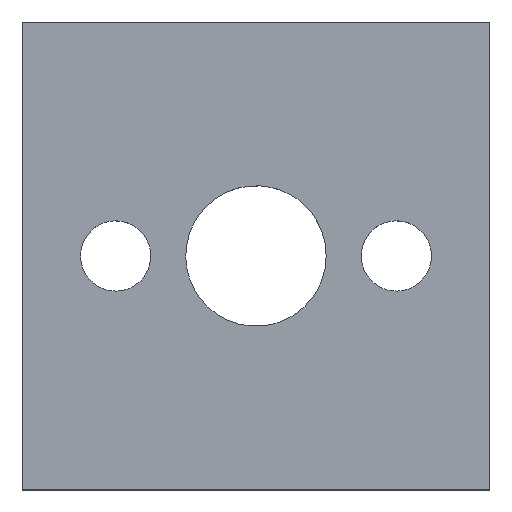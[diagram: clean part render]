
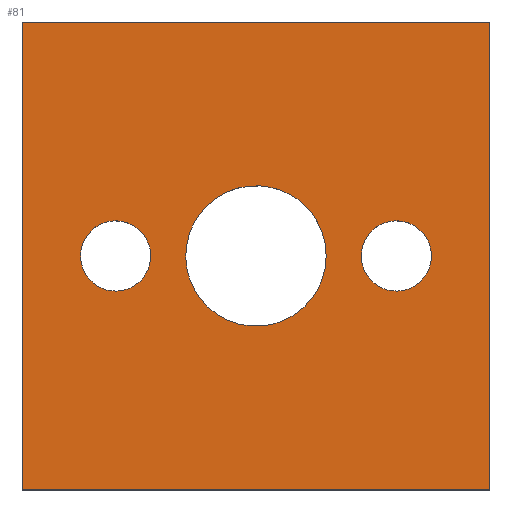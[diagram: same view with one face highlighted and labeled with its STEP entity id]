
A CAD part, top view. The second image highlights one B-rep face of the part: STEP entity #81.
In plain terms, the highlighted free-form (B-spline) face has degree [1, 1] with [2, 2] control points.
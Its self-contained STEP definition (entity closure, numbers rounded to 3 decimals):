
#24 = VERTEX_POINT('',#25);
#25 = CARTESIAN_POINT('',(-42.82,-42.82,2.141)
  );
#38 = VERTEX_POINT('',#39);
#39 = CARTESIAN_POINT('',(-42.82,42.82,2.141)
  );
#44 = EDGE_CURVE('',#24,#38,#45,.T.);
#45 = B_SPLINE_CURVE_WITH_KNOTS('',1,(#46,#47),.UNSPECIFIED.,.F.,.F.,(2,
    2),(0.,100.),.PIECEWISE_BEZIER_KNOTS.);
#46 = CARTESIAN_POINT('',(-42.82,-42.82,2.141)
  );
#47 = CARTESIAN_POINT('',(-42.82,42.82,2.141)
  );
#65 = EDGE_CURVE('',#24,#66,#68,.T.);
#66 = VERTEX_POINT('',#67);
#67 = CARTESIAN_POINT('',(42.82,-42.82,2.141)
  );
#68 = B_SPLINE_CURVE_WITH_KNOTS('',1,(#69,#70),.UNSPECIFIED.,.F.,.F.,(2,
    2),(0.,100.),.PIECEWISE_BEZIER_KNOTS.);
#69 = CARTESIAN_POINT('',(-42.82,-42.82,2.141)
  );
#70 = CARTESIAN_POINT('',(42.82,-42.82,2.141)
  );
#81 = ADVANCED_FACE('',(#82,#98,#112,#126),#140,.T.);
#82 = FACE_BOUND('',#83,.T.);
#83 = EDGE_LOOP('',(#84,#85,#86,#93));
#84 = ORIENTED_EDGE('',*,*,#44,.F.);
#85 = ORIENTED_EDGE('',*,*,#65,.T.);
#86 = ORIENTED_EDGE('',*,*,#87,.T.);
#87 = EDGE_CURVE('',#66,#88,#90,.T.);
#88 = VERTEX_POINT('',#89);
#89 = CARTESIAN_POINT('',(42.82,42.82,2.141
    ));
#90 = B_SPLINE_CURVE_WITH_KNOTS('',1,(#91,#92),.UNSPECIFIED.,.F.,.F.,(2,
    2),(0.,100.),.PIECEWISE_BEZIER_KNOTS.);
#91 = CARTESIAN_POINT('',(42.82,-42.82,2.141)
  );
#92 = CARTESIAN_POINT('',(42.82,42.82,2.141
    ));
#93 = ORIENTED_EDGE('',*,*,#94,.F.);
#94 = EDGE_CURVE('',#38,#88,#95,.T.);
#95 = B_SPLINE_CURVE_WITH_KNOTS('',1,(#96,#97),.UNSPECIFIED.,.F.,.F.,(2,
    2),(0.,100.),.PIECEWISE_BEZIER_KNOTS.);
#96 = CARTESIAN_POINT('',(-42.82,42.82,2.141)
  );
#97 = CARTESIAN_POINT('',(42.82,42.82,2.141
    ));
#98 = FACE_BOUND('',#99,.T.);
#99 = EDGE_LOOP('',(#100));
#100 = ORIENTED_EDGE('',*,*,#101,.T.);
#101 = EDGE_CURVE('',#102,#102,#104,.T.);
#102 = VERTEX_POINT('',#103);
#103 = CARTESIAN_POINT('',(-32.115,0.,
    2.141));
#104 = ( BOUNDED_CURVE() B_SPLINE_CURVE(2,(#105,#106,#107,#108,#109,#110
,#111),.UNSPECIFIED.,.T.,.F.) B_SPLINE_CURVE_WITH_KNOTS((1,2,2,2,2,1),(
    -2.094,0.,2.094,4.189,6.283,
8.378),.UNSPECIFIED.) CURVE() GEOMETRIC_REPRESENTATION_ITEM() 
RATIONAL_B_SPLINE_CURVE((1.,0.5,1.,0.5,1.,0.5,1.)) REPRESENTATION_ITEM(
  '') );
#105 = CARTESIAN_POINT('',(-32.115,0.,2.141));
#106 = CARTESIAN_POINT('',(-32.115,11.125,
    2.141));
#107 = CARTESIAN_POINT('',(-22.48,5.562,2.141)
  );
#108 = CARTESIAN_POINT('',(-12.846,0.,
    2.141));
#109 = CARTESIAN_POINT('',(-22.48,-5.562,2.141
    ));
#110 = CARTESIAN_POINT('',(-32.115,-11.125,
    2.141));
#111 = CARTESIAN_POINT('',(-32.115,0.,2.141));
#112 = FACE_BOUND('',#113,.T.);
#113 = EDGE_LOOP('',(#114));
#114 = ORIENTED_EDGE('',*,*,#115,.T.);
#115 = EDGE_CURVE('',#116,#116,#118,.T.);
#116 = VERTEX_POINT('',#117);
#117 = CARTESIAN_POINT('',(-12.846,0.,
    2.141));
#118 = ( BOUNDED_CURVE() B_SPLINE_CURVE(2,(#119,#120,#121,#122,#123,#124
,#125),.UNSPECIFIED.,.T.,.F.) B_SPLINE_CURVE_WITH_KNOTS((1,2,2,2,2,1),(
    -2.094,0.,2.094,4.189,6.283,
8.378),.UNSPECIFIED.) CURVE() GEOMETRIC_REPRESENTATION_ITEM() 
RATIONAL_B_SPLINE_CURVE((1.,0.5,1.,0.5,1.,0.5,1.)) REPRESENTATION_ITEM(
  '') );
#119 = CARTESIAN_POINT('',(-12.846,0.,2.141));
#120 = CARTESIAN_POINT('',(-12.846,22.25,
    2.141));
#121 = CARTESIAN_POINT('',(6.423,11.125,2.141
    ));
#122 = CARTESIAN_POINT('',(25.692,0.,
    2.141));
#123 = CARTESIAN_POINT('',(6.423,-11.125,2.141
    ));
#124 = CARTESIAN_POINT('',(-12.846,-22.25,
    2.141));
#125 = CARTESIAN_POINT('',(-12.846,0.,2.141));
#126 = FACE_BOUND('',#127,.T.);
#127 = EDGE_LOOP('',(#128));
#128 = ORIENTED_EDGE('',*,*,#129,.T.);
#129 = EDGE_CURVE('',#130,#130,#132,.T.);
#130 = VERTEX_POINT('',#131);
#131 = CARTESIAN_POINT('',(19.269,0.,
    2.141));
#132 = ( BOUNDED_CURVE() B_SPLINE_CURVE(2,(#133,#134,#135,#136,#137,#138
,#139),.UNSPECIFIED.,.T.,.F.) B_SPLINE_CURVE_WITH_KNOTS((1,2,2,2,2,1),(
    -2.094,0.,2.094,4.189,6.283,
8.378),.UNSPECIFIED.) CURVE() GEOMETRIC_REPRESENTATION_ITEM() 
RATIONAL_B_SPLINE_CURVE((1.,0.5,1.,0.5,1.,0.5,1.)) REPRESENTATION_ITEM(
  '') );
#133 = CARTESIAN_POINT('',(19.269,0.,2.141));
#134 = CARTESIAN_POINT('',(19.269,11.125,
    2.141));
#135 = CARTESIAN_POINT('',(28.903,5.562,2.141
    ));
#136 = CARTESIAN_POINT('',(38.538,0.,
    2.141));
#137 = CARTESIAN_POINT('',(28.903,-5.562,
    2.141));
#138 = CARTESIAN_POINT('',(19.269,-11.125,
    2.141));
#139 = CARTESIAN_POINT('',(19.269,0.,2.141));
#140 = B_SPLINE_SURFACE_WITH_KNOTS('',1,1,(
    (#141,#142)
    ,(#143,#144
    )),.UNSPECIFIED.,.F.,.F.,.F.,(2,2),(2,2),(0.,100.),(0.,100.),
  .PIECEWISE_BEZIER_KNOTS.);
#141 = CARTESIAN_POINT('',(-42.82,-42.82,2.141)
  );
#142 = CARTESIAN_POINT('',(-42.82,42.82,2.141
    ));
#143 = CARTESIAN_POINT('',(42.82,-42.82,2.141
    ));
#144 = CARTESIAN_POINT('',(42.82,42.82,
    2.141));
